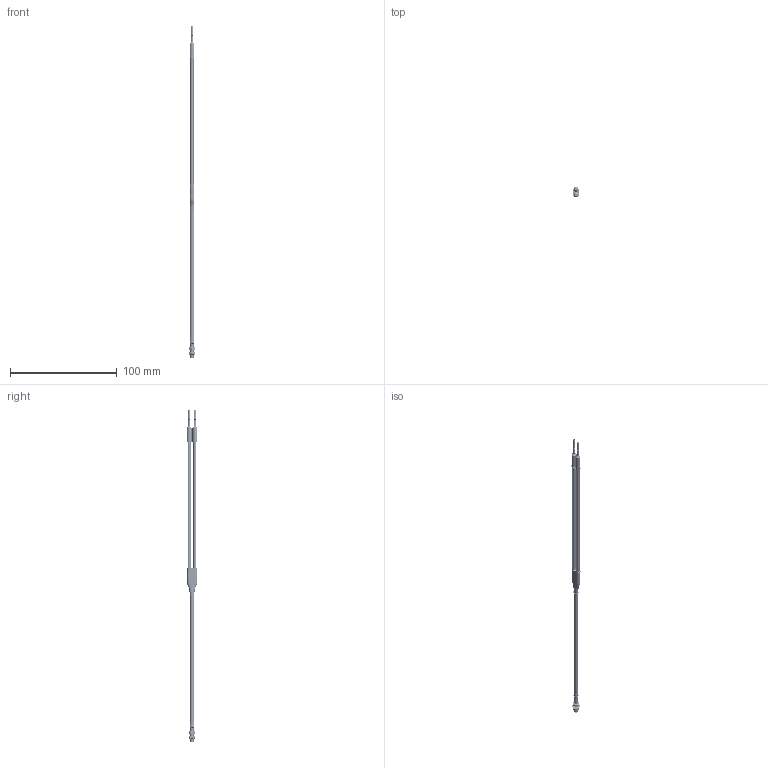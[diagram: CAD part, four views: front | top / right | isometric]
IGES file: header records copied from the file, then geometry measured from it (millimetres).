
Start section:  PTC IGES file: 161903.igs
Global section: file name: 161903.igs; native system: Creo Parametric by Parametric Technology Corporation; preprocessor: 2013230; author: pdmadmin; organization: Unknown; date: 20160105.120622; units: millimetre
Bounding box: 6.35 x 9.78 x 310.44 mm (x, y, z)
Volume: 1863.3 mm3; surface area: 73342 mm2
Topology: 25 solids, 37 shells, 2460 faces, 12058 edges, 15480 vertices
Faces by surface type: revolution 1872, bspline 588
